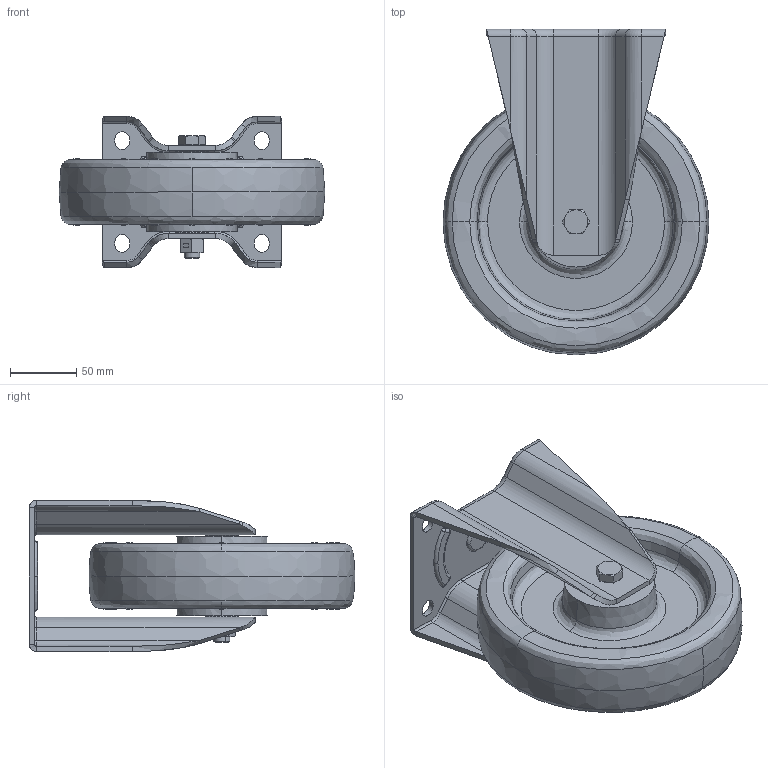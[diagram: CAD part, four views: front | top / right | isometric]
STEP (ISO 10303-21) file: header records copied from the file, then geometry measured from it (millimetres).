
FILE_DESCRIPTION (( 'STEP AP214' ), '1' );
FILE_NAME ('0033441BL_B-IM-PAM-200-K-EC.STEP', '2016-05-24T09:55:16', ( '' ), ( '' ), 'SwSTEP 2.0', 'SolidWorks 2016', '' );
FILE_SCHEMA (( 'AUTOMOTIVE_DESIGN' ));
Length unit declared in the file: millimetre
Products named in the file (1): 0033441BL_B-IM-PAM-200-K-EC
Bounding box: 200 x 245 x 114 mm (x, y, z)
Volume: 1219830.5 mm3; surface area: 248672 mm2
Topology: 9 solids, 13 shells, 422 faces, 941 edges, 561 vertices
Faces by surface type: cylinder 132, plane 124, torus 60, cone 60, bspline 36, sphere 10
Entity records: 19150 total; most frequent: CARTESIAN_POINT 5007, DIRECTION 2092, ORIENTED_EDGE 1866, EDGE_CURVE 933, AXIS2_PLACEMENT_3D 872, VERTEX_POINT 557, CIRCLE 485, EDGE_LOOP 476
